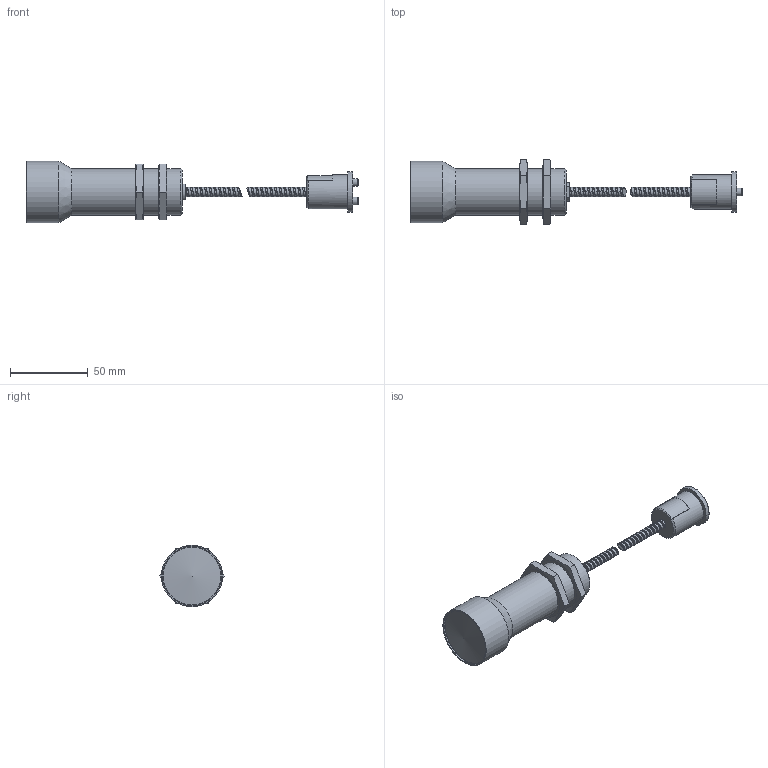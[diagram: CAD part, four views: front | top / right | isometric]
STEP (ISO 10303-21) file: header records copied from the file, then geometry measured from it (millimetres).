
FILE_DESCRIPTION( ( 'Unknown' ), '1' );
FILE_NAME( 'FL34xx.stp', 'Unknown', ( 'Unknown' ), ( '' ), 'PSStep 17.0.49', 'Unknown', ' ' );
FILE_SCHEMA( ( 'AUTOMOTIVE_DESIGN { 1 0 10303 214 1 1 1 1 }' ) );
Length unit declared in the file: millimetre
Products named in the file (2): ZNR11011
Bounding box: 213.5 x 41.57 x 39.4 mm (x, y, z)
Volume: 100571.4 mm3; surface area: 19407.2 mm2
Topology: 2 solids, 2 shells, 94 faces, 226 edges, 151 vertices
Faces by surface type: plane 37, cylinder 33, cone 10, bspline 10, torus 3, sphere 1
Full cylindrical faces by diameter (mm): 0.75 x2, 5 x2, 5.9 x12, 6 x1, 19.9 x1, 20.1 x1, 20.15 x1, 21.9 x1, 26.3 x1, 30 x3, 37.9 x1, 39.4 x1
Entity records: 20348 total; most frequent: CARTESIAN_POINT 18132, DIRECTION 287, ORIENTED_EDGE 280, EDGE_CURVE 140, AXIS2_PLACEMENT_3D 128, EDGE_LOOP 127, VERTEX_POINT 108, FACE_OUTER_BOUND 101
